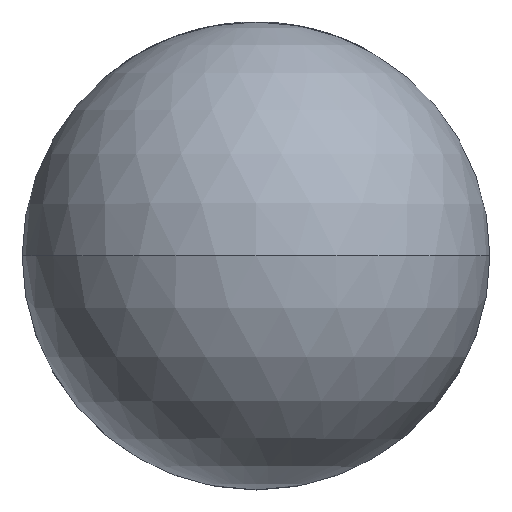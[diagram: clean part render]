
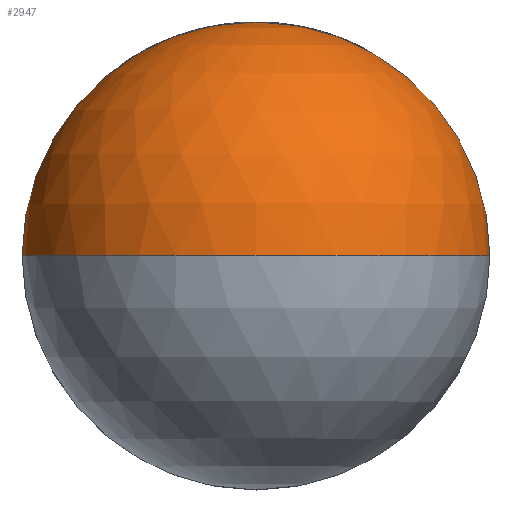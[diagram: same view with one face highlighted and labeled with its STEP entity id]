
A CAD part, top view. The second image highlights one B-rep face of the part: STEP entity #2947.
In plain terms, the highlighted spherical face has radius 1.25 mm.
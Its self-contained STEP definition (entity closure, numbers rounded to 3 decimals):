
#51 = CARTESIAN_POINT ( 'NONE',  ( 0., 0., 2.95 ) ) ;
#876 = CIRCLE ( 'NONE', #8645, 1.25 ) ;
#947 = DIRECTION ( 'NONE',  ( -1., 0., 0. ) ) ;
#1940 = EDGE_LOOP ( 'NONE', ( #7633, #4285, #12217 ) ) ;
#2018 = SPHERICAL_SURFACE ( 'NONE', #3161, 1.25 ) ;
#2168 = VERTEX_POINT ( 'NONE', #13524 ) ;
#2947 = ADVANCED_FACE ( 'NONE', ( #13038 ), #2018, .T. ) ;
#3161 = AXIS2_PLACEMENT_3D ( 'NONE', #6391, #10775, #947 ) ;
#3471 = DIRECTION ( 'NONE',  ( -1., 0., 0. ) ) ;
#4222 = CARTESIAN_POINT ( 'NONE',  ( 0., 0., 4.2 ) ) ;
#4285 = ORIENTED_EDGE ( 'NONE', *, *, #4977, .T. ) ;
#4752 = AXIS2_PLACEMENT_3D ( 'NONE', #10304, #10589, #9493 ) ;
#4977 = EDGE_CURVE ( 'NONE', #12716, #5641, #10853, .T. ) ;
#5641 = VERTEX_POINT ( 'NONE', #7169 ) ;
#6084 = DIRECTION ( 'NONE',  ( 0., -1., 0. ) ) ;
#6391 = CARTESIAN_POINT ( 'NONE',  ( 0., 0., 2.95 ) ) ;
#7069 = EDGE_CURVE ( 'NONE', #12716, #2168, #876, .T. ) ;
#7169 = CARTESIAN_POINT ( 'NONE',  ( 1.25, 0., 2.95 ) ) ;
#7257 = EDGE_CURVE ( 'NONE', #2168, #5641, #9557, .T. ) ;
#7633 = ORIENTED_EDGE ( 'NONE', *, *, #7069, .F. ) ;
#8645 = AXIS2_PLACEMENT_3D ( 'NONE', #12641, #6084, #13898 ) ;
#9493 = DIRECTION ( 'NONE',  ( -1., 0., 0. ) ) ;
#9557 = CIRCLE ( 'NONE', #4752, 1.25 ) ;
#10304 = CARTESIAN_POINT ( 'NONE',  ( 0., 0., 2.95 ) ) ;
#10589 = DIRECTION ( 'NONE',  ( 0., 0., -1. ) ) ;
#10775 = DIRECTION ( 'NONE',  ( 0., 1., 0. ) ) ;
#10853 = CIRCLE ( 'NONE', #14121, 1.25 ) ;
#10959 = DIRECTION ( 'NONE',  ( 0., 1., 0. ) ) ;
#12217 = ORIENTED_EDGE ( 'NONE', *, *, #7257, .F. ) ;
#12641 = CARTESIAN_POINT ( 'NONE',  ( 0., 0., 2.95 ) ) ;
#12716 = VERTEX_POINT ( 'NONE', #4222 ) ;
#13038 = FACE_OUTER_BOUND ( 'NONE', #1940, .T. ) ;
#13524 = CARTESIAN_POINT ( 'NONE',  ( -1.25, 0., 2.95 ) ) ;
#13898 = DIRECTION ( 'NONE',  ( 0., 0., -1. ) ) ;
#14121 = AXIS2_PLACEMENT_3D ( 'NONE', #51, #10959, #3471 ) ;
